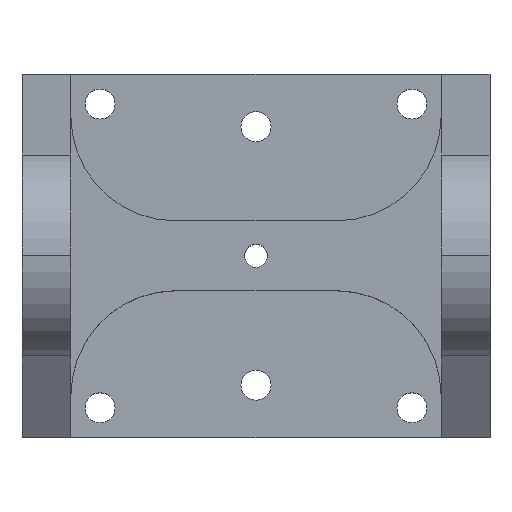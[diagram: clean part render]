
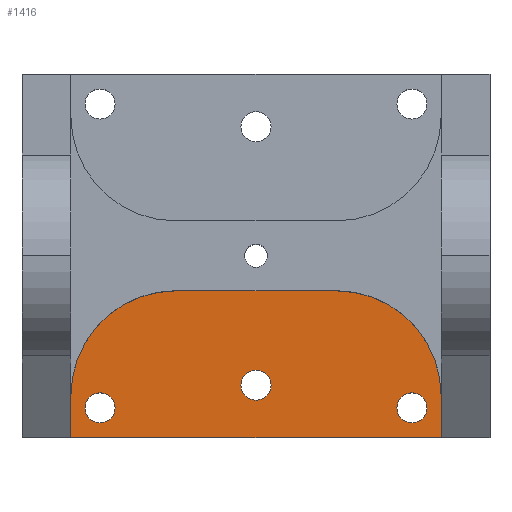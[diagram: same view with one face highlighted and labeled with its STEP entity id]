
A CAD part, top view. The second image highlights one B-rep face of the part: STEP entity #1416.
In plain terms, the highlighted face is planar.
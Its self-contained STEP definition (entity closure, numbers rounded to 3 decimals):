
#26 = DIRECTION ( 'NONE',  ( 0., 0., 1. ) ) ;
#39 = CARTESIAN_POINT ( 'NONE',  ( 0., -18.5, -7. ) ) ;
#42 = AXIS2_PLACEMENT_3D ( 'NONE', #797, #1668, #1459 ) ;
#91 = EDGE_LOOP ( 'NONE', ( #2098, #1725, #527, #1698, #962, #827 ) ) ;
#113 = VERTEX_POINT ( 'NONE', #1645 ) ;
#120 = VERTEX_POINT ( 'NONE', #2306 ) ;
#132 = PLANE ( 'NONE',  #1917 ) ;
#225 = EDGE_CURVE ( 'NONE', #807, #2190, #2400, .T. ) ;
#312 = ORIENTED_EDGE ( 'NONE', *, *, #1316, .T. ) ;
#335 = DIRECTION ( 'NONE',  ( 0., 0., 1. ) ) ;
#350 = FACE_BOUND ( 'NONE', #2766, .T. ) ;
#361 = CARTESIAN_POINT ( 'NONE',  ( -11.5, -5., -7. ) ) ;
#389 = EDGE_LOOP ( 'NONE', ( #1986, #312 ) ) ;
#406 = EDGE_CURVE ( 'NONE', #1015, #858, #965, .T. ) ;
#428 = LINE ( 'NONE', #1514, #2147 ) ;
#442 = VECTOR ( 'NONE', #2221, 1000. ) ;
#452 = DIRECTION ( 'NONE',  ( 0., 0., 1. ) ) ;
#455 = CARTESIAN_POINT ( 'NONE',  ( -22.33, -19.6, -7. ) ) ;
#468 = DIRECTION ( 'NONE',  ( 0., 0., 1. ) ) ;
#469 = CARTESIAN_POINT ( 'NONE',  ( 26.5, -30., -7. ) ) ;
#491 = CIRCLE ( 'NONE', #728, 2.15 ) ;
#526 = CIRCLE ( 'NONE', #1895, 2.15 ) ;
#527 = ORIENTED_EDGE ( 'NONE', *, *, #2299, .F. ) ;
#624 = AXIS2_PLACEMENT_3D ( 'NONE', #1780, #26, #2008 ) ;
#652 = DIRECTION ( 'NONE',  ( -1., 0., 0. ) ) ;
#655 = VERTEX_POINT ( 'NONE', #361 ) ;
#658 = DIRECTION ( 'NONE',  ( 0., 1., 0. ) ) ;
#707 = CARTESIAN_POINT ( 'NONE',  ( 26.5, -20., -7. ) ) ;
#711 = CARTESIAN_POINT ( 'NONE',  ( -26.5, -20., -7. ) ) ;
#720 = DIRECTION ( 'NONE',  ( 0., 0., -1. ) ) ;
#721 = DIRECTION ( 'NONE',  ( 1., 0., 0. ) ) ;
#728 = AXIS2_PLACEMENT_3D ( 'NONE', #934, #1806, #2030 ) ;
#731 = CARTESIAN_POINT ( 'NONE',  ( -22.33, -21.75, -7. ) ) ;
#743 = DIRECTION ( 'NONE',  ( 1., 0., 0. ) ) ;
#748 = DIRECTION ( 'NONE',  ( 1., 0., 0. ) ) ;
#763 = CARTESIAN_POINT ( 'NONE',  ( 0., -20.65, -7. ) ) ;
#797 = CARTESIAN_POINT ( 'NONE',  ( -22.33, -21.75, -7. ) ) ;
#807 = VERTEX_POINT ( 'NONE', #2596 ) ;
#827 = ORIENTED_EDGE ( 'NONE', *, *, #1445, .F. ) ;
#852 = CARTESIAN_POINT ( 'NONE',  ( 11.5, -20., -7. ) ) ;
#858 = VERTEX_POINT ( 'NONE', #707 ) ;
#866 = EDGE_CURVE ( 'NONE', #2465, #1145, #2043, .T. ) ;
#878 = DIRECTION ( 'NONE',  ( 0., 0., -1. ) ) ;
#900 = DIRECTION ( 'NONE',  ( 1., 0., 0. ) ) ;
#930 = EDGE_CURVE ( 'NONE', #2505, #113, #491, .T. ) ;
#934 = CARTESIAN_POINT ( 'NONE',  ( 22.33, -21.75, -7. ) ) ;
#962 = ORIENTED_EDGE ( 'NONE', *, *, #1011, .F. ) ;
#965 = CIRCLE ( 'NONE', #2427, 15. ) ;
#979 = CIRCLE ( 'NONE', #2674, 2.15 ) ;
#1011 = EDGE_CURVE ( 'NONE', #2297, #858, #2439, .T. ) ;
#1015 = VERTEX_POINT ( 'NONE', #2499 ) ;
#1073 = CARTESIAN_POINT ( 'NONE',  ( 0., -18.5, -7. ) ) ;
#1082 = AXIS2_PLACEMENT_3D ( 'NONE', #39, #452, #721 ) ;
#1113 = CARTESIAN_POINT ( 'NONE',  ( 26.5, -26., -7. ) ) ;
#1145 = VERTEX_POINT ( 'NONE', #1239 ) ;
#1239 = CARTESIAN_POINT ( 'NONE',  ( 0., -16.35, -7. ) ) ;
#1316 = EDGE_CURVE ( 'NONE', #120, #1656, #1783, .T. ) ;
#1321 = ORIENTED_EDGE ( 'NONE', *, *, #2242, .T. ) ;
#1384 = ORIENTED_EDGE ( 'NONE', *, *, #930, .T. ) ;
#1416 = ADVANCED_FACE ( 'NONE', ( #1429, #2050, #350, #2302 ), #132, .F. ) ;
#1429 = FACE_BOUND ( 'NONE', #2694, .T. ) ;
#1445 = EDGE_CURVE ( 'NONE', #807, #2297, #428, .T. ) ;
#1459 = DIRECTION ( 'NONE',  ( 1., 0., 0. ) ) ;
#1514 = CARTESIAN_POINT ( 'NONE',  ( -33.5, -26., -7. ) ) ;
#1559 = LINE ( 'NONE', #2606, #1845 ) ;
#1596 = DIRECTION ( 'NONE',  ( 0., 0., 1. ) ) ;
#1632 = CARTESIAN_POINT ( 'NONE',  ( 22.33, -23.9, -7. ) ) ;
#1645 = CARTESIAN_POINT ( 'NONE',  ( 22.33, -19.6, -7. ) ) ;
#1656 = VERTEX_POINT ( 'NONE', #455 ) ;
#1668 = DIRECTION ( 'NONE',  ( 0., 0., 1. ) ) ;
#1698 = ORIENTED_EDGE ( 'NONE', *, *, #406, .T. ) ;
#1725 = ORIENTED_EDGE ( 'NONE', *, *, #2482, .T. ) ;
#1748 = DIRECTION ( 'NONE',  ( 1., 0., 0. ) ) ;
#1780 = CARTESIAN_POINT ( 'NONE',  ( 22.33, -21.75, -7. ) ) ;
#1783 = CIRCLE ( 'NONE', #42, 2.15 ) ;
#1806 = DIRECTION ( 'NONE',  ( 0., 0., 1. ) ) ;
#1845 = VECTOR ( 'NONE', #652, 1000. ) ;
#1854 = CIRCLE ( 'NONE', #624, 2.15 ) ;
#1881 = DIRECTION ( 'NONE',  ( 1., 0., 0. ) ) ;
#1891 = CIRCLE ( 'NONE', #2262, 15. ) ;
#1892 = CARTESIAN_POINT ( 'NONE',  ( 26.5, -30., -7. ) ) ;
#1895 = AXIS2_PLACEMENT_3D ( 'NONE', #731, #1596, #743 ) ;
#1917 = AXIS2_PLACEMENT_3D ( 'NONE', #1892, #335, #1881 ) ;
#1986 = ORIENTED_EDGE ( 'NONE', *, *, #2094, .T. ) ;
#2008 = DIRECTION ( 'NONE',  ( 1., 0., 0. ) ) ;
#2030 = DIRECTION ( 'NONE',  ( 1., 0., 0. ) ) ;
#2043 = CIRCLE ( 'NONE', #1082, 2.15 ) ;
#2050 = FACE_BOUND ( 'NONE', #389, .T. ) ;
#2094 = EDGE_CURVE ( 'NONE', #1656, #120, #526, .T. ) ;
#2098 = ORIENTED_EDGE ( 'NONE', *, *, #225, .T. ) ;
#2147 = VECTOR ( 'NONE', #2394, 1000. ) ;
#2177 = EDGE_CURVE ( 'NONE', #113, #2505, #1854, .T. ) ;
#2179 = ORIENTED_EDGE ( 'NONE', *, *, #866, .T. ) ;
#2190 = VERTEX_POINT ( 'NONE', #711 ) ;
#2221 = DIRECTION ( 'NONE',  ( 0., 1., 0. ) ) ;
#2242 = EDGE_CURVE ( 'NONE', #1145, #2465, #979, .T. ) ;
#2262 = AXIS2_PLACEMENT_3D ( 'NONE', #2684, #720, #748 ) ;
#2297 = VERTEX_POINT ( 'NONE', #1113 ) ;
#2299 = EDGE_CURVE ( 'NONE', #1015, #655, #1559, .T. ) ;
#2302 = FACE_OUTER_BOUND ( 'NONE', #91, .T. ) ;
#2306 = CARTESIAN_POINT ( 'NONE',  ( -22.33, -23.9, -7. ) ) ;
#2394 = DIRECTION ( 'NONE',  ( 1., 0., 0. ) ) ;
#2400 = LINE ( 'NONE', #2613, #2620 ) ;
#2409 = ORIENTED_EDGE ( 'NONE', *, *, #2177, .T. ) ;
#2427 = AXIS2_PLACEMENT_3D ( 'NONE', #852, #878, #1748 ) ;
#2439 = LINE ( 'NONE', #469, #442 ) ;
#2465 = VERTEX_POINT ( 'NONE', #763 ) ;
#2482 = EDGE_CURVE ( 'NONE', #2190, #655, #1891, .T. ) ;
#2499 = CARTESIAN_POINT ( 'NONE',  ( 11.5, -5., -7. ) ) ;
#2505 = VERTEX_POINT ( 'NONE', #1632 ) ;
#2596 = CARTESIAN_POINT ( 'NONE',  ( -26.5, -26., -7. ) ) ;
#2606 = CARTESIAN_POINT ( 'NONE',  ( -26.5, -5., -7. ) ) ;
#2613 = CARTESIAN_POINT ( 'NONE',  ( -26.5, -30., -7. ) ) ;
#2620 = VECTOR ( 'NONE', #658, 1000. ) ;
#2674 = AXIS2_PLACEMENT_3D ( 'NONE', #1073, #468, #900 ) ;
#2684 = CARTESIAN_POINT ( 'NONE',  ( -11.5, -20., -7. ) ) ;
#2694 = EDGE_LOOP ( 'NONE', ( #2409, #1384 ) ) ;
#2766 = EDGE_LOOP ( 'NONE', ( #1321, #2179 ) ) ;
